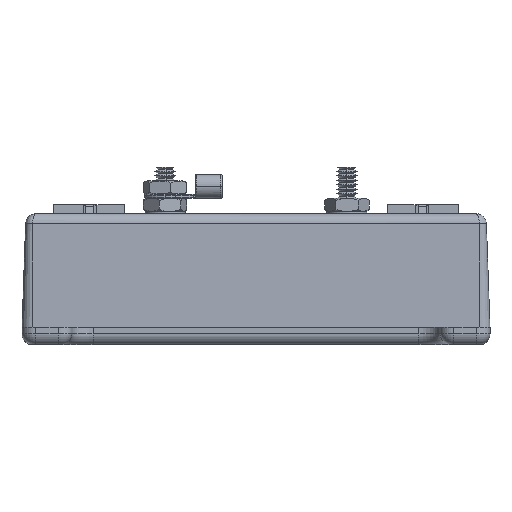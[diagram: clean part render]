
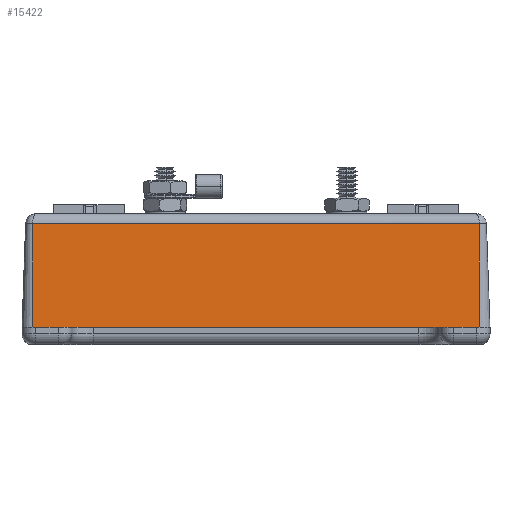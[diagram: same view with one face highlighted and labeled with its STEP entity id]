
A CAD part, top view. The second image highlights one B-rep face of the part: STEP entity #15422.
In plain terms, the highlighted planar face has unit normal (0, 0.035, 0.999).
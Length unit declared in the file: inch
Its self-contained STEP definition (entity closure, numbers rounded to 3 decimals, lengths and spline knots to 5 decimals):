
#254 = LINE ( 'NONE', #2699, #10984 ) ;
#753 = EDGE_CURVE ( 'NONE', #24199, #3041, #254, .T. ) ;
#833 = DIRECTION ( 'NONE',  ( 0., 0.035, 0.999 ) ) ;
#2288 = AXIS2_PLACEMENT_3D ( 'NONE', #21038, #833, #28725 ) ;
#2699 = CARTESIAN_POINT ( 'NONE',  ( -2.088, 0., 1.185 ) ) ;
#3041 = VERTEX_POINT ( 'NONE', #21536 ) ;
#3360 = PLANE ( 'NONE',  #2288 ) ;
#4382 = DIRECTION ( 'NONE',  ( 0., -0.999, 0.035 ) ) ;
#5084 = ORIENTED_EDGE ( 'NONE', *, *, #22397, .F. ) ;
#5356 = CARTESIAN_POINT ( 'NONE',  ( 2.088, 0.96749, 1.15121 ) ) ;
#5434 = LINE ( 'NONE', #20240, #7401 ) ;
#7132 = LINE ( 'NONE', #12889, #21455 ) ;
#7401 = VECTOR ( 'NONE', #20142, 39.37008 ) ;
#7565 = VECTOR ( 'NONE', #29734, 39.37008 ) ;
#8069 = DIRECTION ( 'NONE',  ( 1., 0., 0. ) ) ;
#8234 = CARTESIAN_POINT ( 'NONE',  ( -2.088, 0.96749, 1.15121 ) ) ;
#10984 = VECTOR ( 'NONE', #4382, 39.37008 ) ;
#10991 = VERTEX_POINT ( 'NONE', #5356 ) ;
#12889 = CARTESIAN_POINT ( 'NONE',  ( -2.088, 0., 1.185 ) ) ;
#15422 = ADVANCED_FACE ( 'NONE', ( #24982 ), #3360, .T. ) ;
#15556 = EDGE_LOOP ( 'NONE', ( #5084, #24896, #23034, #26200 ) ) ;
#19063 = CARTESIAN_POINT ( 'NONE',  ( 2.088, 0., 1.185 ) ) ;
#19607 = CARTESIAN_POINT ( 'NONE',  ( 2.088, 0., 1.185 ) ) ;
#20142 = DIRECTION ( 'NONE',  ( -1., 0., 0. ) ) ;
#20240 = CARTESIAN_POINT ( 'NONE',  ( -2.088, 0.96749, 1.15121 ) ) ;
#21038 = CARTESIAN_POINT ( 'NONE',  ( -2.088, 0., 1.185 ) ) ;
#21455 = VECTOR ( 'NONE', #8069, 39.37008 ) ;
#21517 = LINE ( 'NONE', #19607, #7565 ) ;
#21536 = CARTESIAN_POINT ( 'NONE',  ( -2.088, 0., 1.185 ) ) ;
#22397 = EDGE_CURVE ( 'NONE', #10991, #31471, #21517, .T. ) ;
#22833 = EDGE_CURVE ( 'NONE', #3041, #31471, #7132, .T. ) ;
#23034 = ORIENTED_EDGE ( 'NONE', *, *, #753, .T. ) ;
#23916 = EDGE_CURVE ( 'NONE', #10991, #24199, #5434, .T. ) ;
#24199 = VERTEX_POINT ( 'NONE', #8234 ) ;
#24896 = ORIENTED_EDGE ( 'NONE', *, *, #23916, .T. ) ;
#24982 = FACE_OUTER_BOUND ( 'NONE', #15556, .T. ) ;
#26200 = ORIENTED_EDGE ( 'NONE', *, *, #22833, .T. ) ;
#28725 = DIRECTION ( 'NONE',  ( 0., -0.999, 0.035 ) ) ;
#29734 = DIRECTION ( 'NONE',  ( 0., -0.999, 0.035 ) ) ;
#31471 = VERTEX_POINT ( 'NONE', #19063 ) ;
